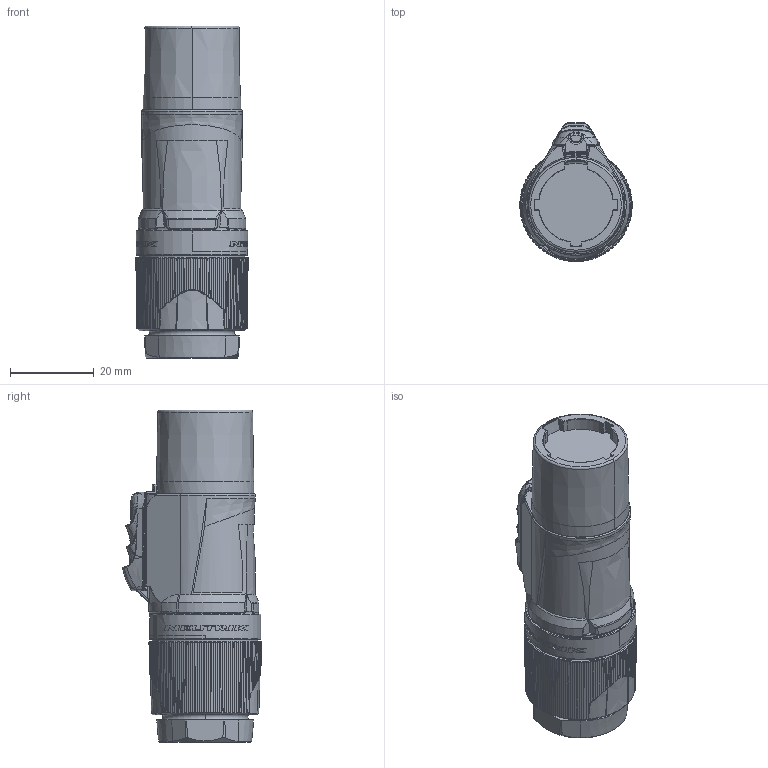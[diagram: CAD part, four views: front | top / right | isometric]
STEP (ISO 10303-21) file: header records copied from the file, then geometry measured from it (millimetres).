
FILE_DESCRIPTION((''),'2;1');
FILE_NAME('30011927','2024-10-29T14:37:56',('noe'),(''),'CREO PARAMETRIC BY PTC INC, 2024014','CREO PARAMETRIC BY PTC INC, 2024014','');
FILE_SCHEMA(('AUTOMOTIVE_DESIGN { 1 0 10303 214 1 1 1 1 }'));
Length unit declared in the file: millimetre
Products named in the file (1): 30011927
Bounding box: 26.83 x 33.12 x 79.2 mm (x, y, z)
Volume: 37164.1 mm3; surface area: 8202.1 mm2
Topology: 1 solids, 1 shells, 1601 faces, 3947 edges, 2371 vertices
Faces by surface type: plane 706, bspline 457, cylinder 147, cone 123, torus 91, sphere 40, extrusion 37
Entity records: 69742 total; most frequent: CARTESIAN_POINT 36746, ORIENTED_EDGE 7886, DIRECTION 5211, EDGE_CURVE 3943, VERTEX_POINT 2371, AXIS2_PLACEMENT_3D 1959, B_SPLINE_CURVE_WITH_KNOTS 1874, EDGE_LOOP 1632
